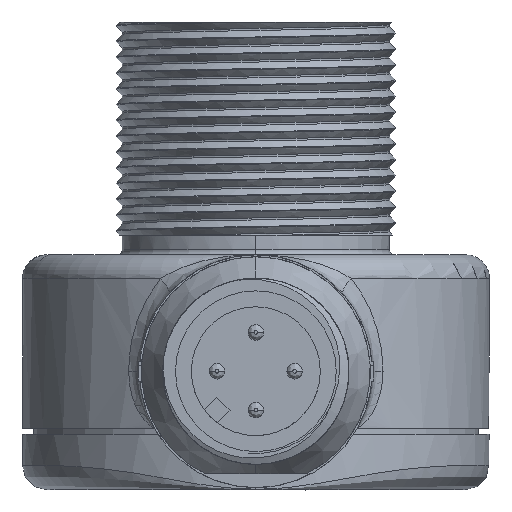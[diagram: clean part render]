
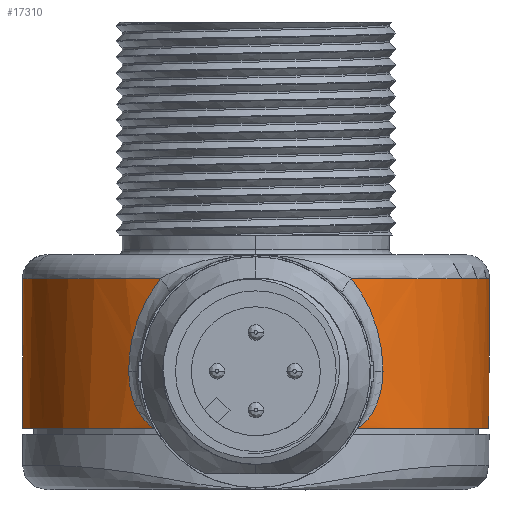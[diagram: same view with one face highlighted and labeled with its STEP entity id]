
A CAD part, front view. The second image highlights one B-rep face of the part: STEP entity #17310.
In plain terms, the highlighted cylindrical face has radius 15.037 mm (diameter 30.074 mm), a partial arc.
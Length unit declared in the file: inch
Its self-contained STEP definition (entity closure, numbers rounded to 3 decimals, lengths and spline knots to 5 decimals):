
#2449=CARTESIAN_POINT('',(0.,0.925,-0.145));
#2450=DIRECTION('',(0.,0.,-1.));
#2451=DIRECTION('',(-0.434,-0.901,0.));
#2452=AXIS2_PLACEMENT_3D('',#2449,#2450,#2451);
#2473=CARTESIAN_POINT('',(0.2569,0.39165,-0.145));
#2474=CARTESIAN_POINT('',(0.25754,0.39195,
-0.14464));
#2475=CARTESIAN_POINT('',(0.25883,0.39258,
-0.14387));
#2476=CARTESIAN_POINT('',(0.26088,0.39358,
-0.14258));
#2477=CARTESIAN_POINT('',(0.26299,0.39462,
-0.14118));
#2478=CARTESIAN_POINT('',(0.26513,0.39569,
-0.13966));
#2479=CARTESIAN_POINT('',(0.26727,0.39676,
-0.13806));
#2480=CARTESIAN_POINT('',(0.26947,0.39788,
-0.13632));
#2481=CARTESIAN_POINT('',(0.27183,0.39909,
-0.13433));
#2482=CARTESIAN_POINT('',(0.27443,0.40045,
-0.13199));
#2483=CARTESIAN_POINT('',(0.2773,0.40196,
-0.12923));
#2484=CARTESIAN_POINT('',(0.28038,0.4036,
-0.12603));
#2485=CARTESIAN_POINT('',(0.28363,0.40536,
-0.12236));
#2486=CARTESIAN_POINT('',(0.28701,0.40722,
-0.1182));
#2487=CARTESIAN_POINT('',(0.29045,0.40914,
-0.11356));
#2488=CARTESIAN_POINT('',(0.29396,0.41113,
-0.10834));
#2489=CARTESIAN_POINT('',(0.2976,0.41323,
-0.10234));
#2490=CARTESIAN_POINT('',(0.30137,0.41545,
-0.09536));
#2491=CARTESIAN_POINT('',(0.30527,0.41777,
-0.08714));
#2492=CARTESIAN_POINT('',(0.30915,0.42012,
-0.0776));
#2493=CARTESIAN_POINT('',(0.31282,0.4224,
-0.06678));
#2494=CARTESIAN_POINT('',(0.31613,0.42447,
-0.05467));
#2495=CARTESIAN_POINT('',(0.31887,0.42621,
-0.04156));
#2496=CARTESIAN_POINT('',(0.32088,0.4275,
-0.02782));
#2497=CARTESIAN_POINT('',(0.32207,0.42828,
-0.01378));
#2498=CARTESIAN_POINT('',(0.32233,0.42845,
-0.00459));
#2499=CARTESIAN_POINT('',(0.32233,0.42845,0.));
#2557=CARTESIAN_POINT('',(-0.32233,0.42845,0.));
#2558=CARTESIAN_POINT('',(-0.32233,0.42845,
-0.0045));
#2559=CARTESIAN_POINT('',(-0.32208,0.42829,
-0.01351));
#2560=CARTESIAN_POINT('',(-0.32093,0.42754,
-0.02728));
#2561=CARTESIAN_POINT('',(-0.319,0.4263,
-0.04077));
#2562=CARTESIAN_POINT('',(-0.31637,0.42462,
-0.05367));
#2563=CARTESIAN_POINT('',(-0.31316,0.42261,
-0.06564));
#2564=CARTESIAN_POINT('',(-0.30959,0.42039,
-0.0764));
#2565=CARTESIAN_POINT('',(-0.3058,0.41809,
-0.08591));
#2566=CARTESIAN_POINT('',(-0.30198,0.4158,
-0.09416));
#2567=CARTESIAN_POINT('',(-0.29826,0.41362,
-0.10118));
#2568=CARTESIAN_POINT('',(-0.29467,0.41154,
-0.10722));
#2569=CARTESIAN_POINT('',(-0.29121,0.40957,
-0.11247));
#2570=CARTESIAN_POINT('',(-0.28781,0.40766,
-0.11716));
#2571=CARTESIAN_POINT('',(-0.28444,0.40581,
-0.1214));
#2572=CARTESIAN_POINT('',(-0.28118,0.40403,
-0.12516));
#2573=CARTESIAN_POINT('',(-0.27807,0.40237,
-0.12845));
#2574=CARTESIAN_POINT('',(-0.27518,0.40084,
-0.1313));
#2575=CARTESIAN_POINT('',(-0.27254,0.39947,
-0.1337));
#2576=CARTESIAN_POINT('',(-0.27019,0.39825,
-0.13572));
#2577=CARTESIAN_POINT('',(-0.26801,0.39714,
-0.13748));
#2578=CARTESIAN_POINT('',(-0.2659,0.39607,
-0.1391));
#2579=CARTESIAN_POINT('',(-0.26371,0.39498,
-0.14067));
#2580=CARTESIAN_POINT('',(-0.26147,0.39387,
-0.1422));
#2581=CARTESIAN_POINT('',(-0.25919,0.39275,
-0.14365));
#2582=CARTESIAN_POINT('',(-0.25767,0.39202,
-0.14456));
#2583=CARTESIAN_POINT('',(-0.2569,0.39165,-0.145));
#2585=CARTESIAN_POINT('',(-0.2416,0.38454,0.235));
#2586=CARTESIAN_POINT('',(-0.24611,0.38656,
0.22937));
#2587=CARTESIAN_POINT('',(-0.25479,0.39057,
0.21783));
#2588=CARTESIAN_POINT('',(-0.2668,0.39648,
0.19962));
#2589=CARTESIAN_POINT('',(-0.27768,0.40212,
0.18073));
#2590=CARTESIAN_POINT('',(-0.28738,0.4074,
0.16128));
#2591=CARTESIAN_POINT('',(-0.29587,0.41221,
0.14142));
#2592=CARTESIAN_POINT('',(-0.30313,0.41648,
0.12131));
#2593=CARTESIAN_POINT('',(-0.3092,0.42015,
0.10105));
#2594=CARTESIAN_POINT('',(-0.31408,0.42317,
0.08073));
#2595=CARTESIAN_POINT('',(-0.31781,0.42554,
0.06041));
#2596=CARTESIAN_POINT('',(-0.32044,0.42722,
0.04015));
#2597=CARTESIAN_POINT('',(-0.32199,0.42822,
0.01999));
#2598=CARTESIAN_POINT('',(-0.32233,0.42845,
0.00665));
#2599=CARTESIAN_POINT('',(-0.32233,0.42845,0.));
#2676=CARTESIAN_POINT('',(0.,0.925,0.235));
#2677=DIRECTION('',(0.,0.,1.));
#2678=DIRECTION('',(1.,0.,0.));
#2679=AXIS2_PLACEMENT_3D('',#2676,#2677,#2678);
#2696=CARTESIAN_POINT('',(0.,0.925,0.235));
#2697=DIRECTION('',(0.,0.,1.));
#2698=DIRECTION('',(0.408,-0.913,0.));
#2699=AXIS2_PLACEMENT_3D('',#2696,#2697,#2698);
#9082=CARTESIAN_POINT('',(0.2416,0.38454,0.235));
#9110=CARTESIAN_POINT('',(0.32233,0.42845,0.));
#9111=CARTESIAN_POINT('',(0.32233,0.42845,
0.00665));
#9112=CARTESIAN_POINT('',(0.32199,0.42822,
0.01999));
#9113=CARTESIAN_POINT('',(0.32044,0.42722,
0.04015));
#9114=CARTESIAN_POINT('',(0.31781,0.42554,
0.06041));
#9115=CARTESIAN_POINT('',(0.31408,0.42317,
0.08073));
#9116=CARTESIAN_POINT('',(0.3092,0.42015,
0.10105));
#9117=CARTESIAN_POINT('',(0.30313,0.41648,
0.12131));
#9118=CARTESIAN_POINT('',(0.29587,0.41221,
0.14142));
#9119=CARTESIAN_POINT('',(0.28738,0.4074,
0.16128));
#9120=CARTESIAN_POINT('',(0.27768,0.40212,
0.18073));
#9121=CARTESIAN_POINT('',(0.2668,0.39648,
0.19962));
#9122=CARTESIAN_POINT('',(0.25479,0.39057,
0.21783));
#9123=CARTESIAN_POINT('',(0.24611,0.38656,
0.22937));
#9124=CARTESIAN_POINT('',(0.2416,0.38454,0.235));
#13141=CARTESIAN_POINT('',(0.592,0.925,0.235));
#13142=VERTEX_POINT('',#13141);
#13143=VERTEX_POINT('',#9082);
#13145=VERTEX_POINT('',#9110);
#13147=VERTEX_POINT('',#2473);
#13148=VERTEX_POINT('',#2557);
#13149=VERTEX_POINT('',#2583);
#13150=VERTEX_POINT('',#2585);
#17290=CARTESIAN_POINT('',(0.,0.925,-0.295));
#17291=DIRECTION('',(0.,0.,1.));
#17292=DIRECTION('',(1.,0.,0.));
#17293=AXIS2_PLACEMENT_3D('',#17290,#17291,#17292);
#17294=CYLINDRICAL_SURFACE('',#17293,0.592);
#17295=ORIENTED_EDGE('',*,*,#17275,.T.);
#17297=ORIENTED_EDGE('',*,*,#17296,.T.);
#17299=ORIENTED_EDGE('',*,*,#17298,.T.);
#17301=ORIENTED_EDGE('',*,*,#17300,.T.);
#17303=ORIENTED_EDGE('',*,*,#17302,.T.);
#17305=ORIENTED_EDGE('',*,*,#17304,.T.);
#17307=ORIENTED_EDGE('',*,*,#17306,.T.);
#17308=EDGE_LOOP('',(#17295,#17297,#17299,#17301,#17303,#17305,#17307));
#17309=FACE_OUTER_BOUND('',#17308,.F.);
#17310=ADVANCED_FACE('',(#17309),#17294,.T.);
#2453=CIRCLE('',#2452,0.592);
#2500=B_SPLINE_CURVE_WITH_KNOTS('',3,(#2473,#2474,#2475,#2476,#2477,#2478,#2479,
#2480,#2481,#2482,#2483,#2484,#2485,#2486,#2487,#2488,#2489,#2490,#2491,#2492,
#2493,#2494,#2495,#2496,#2497,#2498,#2499),.UNSPECIFIED.,.F.,.F.,(4,1,1,1,1,1,1,
1,1,1,1,1,1,1,1,1,1,1,1,1,1,1,1,1,4),(0.,0.04167,0.08333,
0.125,0.16667,0.20833,0.25,0.29167,
0.33333,0.375,0.41667,0.45833,0.5,
0.54167,0.58333,0.625,0.66667,0.70833,
0.75,0.79167,0.83333,0.875,0.91667,
0.95833,1.),.UNSPECIFIED.);
#2584=B_SPLINE_CURVE_WITH_KNOTS('',3,(#2557,#2558,#2559,#2560,#2561,#2562,#2563,
#2564,#2565,#2566,#2567,#2568,#2569,#2570,#2571,#2572,#2573,#2574,#2575,#2576,
#2577,#2578,#2579,#2580,#2581,#2582,#2583),.UNSPECIFIED.,.F.,.F.,(4,1,1,1,1,1,1,
1,1,1,1,1,1,1,1,1,1,1,1,1,1,1,1,1,4),(0.,0.04167,0.08333,
0.125,0.16667,0.20833,0.25,0.29167,
0.33333,0.375,0.41667,0.45833,0.5,
0.54167,0.58333,0.625,0.66667,0.70833,
0.75,0.79167,0.83333,0.875,0.91667,
0.95833,1.),.UNSPECIFIED.);
#2600=B_SPLINE_CURVE_WITH_KNOTS('',3,(#2585,#2586,#2587,#2588,#2589,#2590,#2591,
#2592,#2593,#2594,#2595,#2596,#2597,#2598,#2599),.UNSPECIFIED.,.F.,.F.,(4,1,1,1,
1,1,1,1,1,1,1,1,4),(0.,0.08333,0.16667,0.25,
0.33333,0.41667,0.5,0.58333,0.66667,
0.75,0.83333,0.91667,1.),.UNSPECIFIED.);
#2680=CIRCLE('',#2679,0.592);
#2700=CIRCLE('',#2699,0.592);
#9125=B_SPLINE_CURVE_WITH_KNOTS('',3,(#9110,#9111,#9112,#9113,#9114,#9115,#9116,
#9117,#9118,#9119,#9120,#9121,#9122,#9123,#9124),.UNSPECIFIED.,.F.,.F.,(4,1,1,1,
1,1,1,1,1,1,1,1,4),(0.,0.08333,0.16667,0.25,
0.33333,0.41667,0.5,0.58333,0.66667,
0.75,0.83333,0.91667,1.),.UNSPECIFIED.);
#17275=EDGE_CURVE('',#13149,#13147,#2453,.T.);
#17296=EDGE_CURVE('',#13147,#13145,#2500,.T.);
#17298=EDGE_CURVE('',#13145,#13143,#9125,.T.);
#17300=EDGE_CURVE('',#13143,#13142,#2700,.T.);
#17302=EDGE_CURVE('',#13142,#13150,#2680,.T.);
#17304=EDGE_CURVE('',#13150,#13148,#2600,.T.);
#17306=EDGE_CURVE('',#13148,#13149,#2584,.T.);
